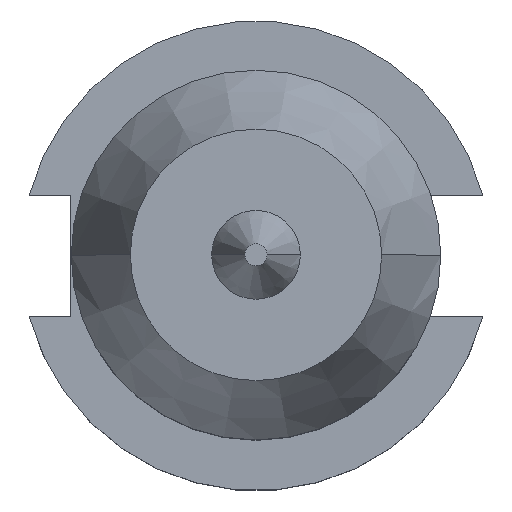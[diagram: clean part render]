
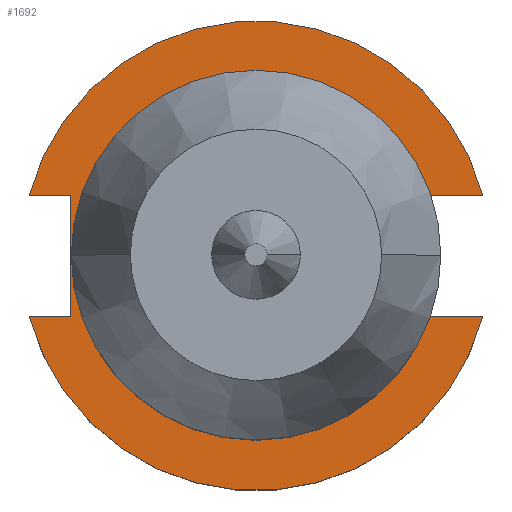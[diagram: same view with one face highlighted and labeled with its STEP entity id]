
A CAD part, top view. The second image highlights one B-rep face of the part: STEP entity #1692.
In plain terms, the highlighted planar face has unit normal (0, 0, 1).
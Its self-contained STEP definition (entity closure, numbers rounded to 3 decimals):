
#16 = VECTOR ( 'NONE', #1172, 1000. ) ;
#30 = CIRCLE ( 'NONE', #32, 23.01 ) ;
#32 = AXIS2_PLACEMENT_3D ( 'NONE', #1578, #1419, #822 ) ;
#53 = CARTESIAN_POINT ( 'NONE',  ( 22.606, 22.21, 19.05 ) ) ;
#68 = CARTESIAN_POINT ( 'NONE',  ( 0., 0., 19.05 ) ) ;
#72 = DIRECTION ( 'NONE',  ( 0., 0., 1. ) ) ;
#92 = DIRECTION ( 'NONE',  ( 0., -1., 0. ) ) ;
#100 = ORIENTED_EDGE ( 'NONE', *, *, #694, .T. ) ;
#134 = CARTESIAN_POINT ( 'NONE',  ( 0., -8.191, 19.05 ) ) ;
#201 = VECTOR ( 'NONE', #929, 1000. ) ;
#227 = ORIENTED_EDGE ( 'NONE', *, *, #422, .F. ) ;
#240 = LINE ( 'NONE', #1794, #201 ) ;
#248 = EDGE_LOOP ( 'NONE', ( #434, #100, #1649, #329, #1209, #1510, #742, #621, #227, #1094, #503 ) ) ;
#250 = VERTEX_POINT ( 'NONE', #1627 ) ;
#265 = VERTEX_POINT ( 'NONE', #498 ) ;
#329 = ORIENTED_EDGE ( 'NONE', *, *, #1665, .T. ) ;
#394 = AXIS2_PLACEMENT_3D ( 'NONE', #68, #1039, #904 ) ;
#395 = VECTOR ( 'NONE', #92, 1000. ) ;
#400 = CARTESIAN_POINT ( 'NONE',  ( 22.606, -8.191, 19.05 ) ) ;
#422 = EDGE_CURVE ( 'NONE', #638, #250, #1319, .T. ) ;
#434 = ORIENTED_EDGE ( 'NONE', *, *, #1723, .T. ) ;
#440 = VECTOR ( 'NONE', #1102, 1000. ) ;
#461 = AXIS2_PLACEMENT_3D ( 'NONE', #1044, #72, #1061 ) ;
#477 = DIRECTION ( 'NONE',  ( 0., 1., 0. ) ) ;
#491 = CARTESIAN_POINT ( 'NONE',  ( -25.091, 8.191, 19.05 ) ) ;
#498 = CARTESIAN_POINT ( 'NONE',  ( 30.675, 8.191, 19.05 ) ) ;
#503 = ORIENTED_EDGE ( 'NONE', *, *, #796, .F. ) ;
#563 = AXIS2_PLACEMENT_3D ( 'NONE', #1180, #1036, #1320 ) ;
#570 = CARTESIAN_POINT ( 'NONE',  ( 0., 0., 19.05 ) ) ;
#614 = VERTEX_POINT ( 'NONE', #831 ) ;
#621 = ORIENTED_EDGE ( 'NONE', *, *, #1182, .T. ) ;
#623 = VERTEX_POINT ( 'NONE', #1248 ) ;
#629 = LINE ( 'NONE', #134, #1397 ) ;
#636 = CARTESIAN_POINT ( 'NONE',  ( -25.091, 8.191, 19.05 ) ) ;
#638 = VERTEX_POINT ( 'NONE', #671 ) ;
#641 = EDGE_CURVE ( 'NONE', #1316, #1475, #1279, .T. ) ;
#671 = CARTESIAN_POINT ( 'NONE',  ( -30.675, -8.191, 19.05 ) ) ;
#694 = EDGE_CURVE ( 'NONE', #1005, #1532, #30, .T. ) ;
#717 = DIRECTION ( 'NONE',  ( 0., 0., 1. ) ) ;
#742 = ORIENTED_EDGE ( 'NONE', *, *, #641, .T. ) ;
#760 = PLANE ( 'NONE',  #563 ) ;
#796 = EDGE_CURVE ( 'NONE', #1045, #623, #629, .T. ) ;
#799 = FACE_OUTER_BOUND ( 'NONE', #248, .T. ) ;
#821 = CARTESIAN_POINT ( 'NONE',  ( 22.606, 8.191, 19.05 ) ) ;
#822 = DIRECTION ( 'NONE',  ( -1., 0., 0. ) ) ;
#831 = CARTESIAN_POINT ( 'NONE',  ( 22.606, 4.293, 19.05 ) ) ;
#862 = AXIS2_PLACEMENT_3D ( 'NONE', #570, #717, #1722 ) ;
#904 = DIRECTION ( 'NONE',  ( -1., 0., 0. ) ) ;
#929 = DIRECTION ( 'NONE',  ( -1., 0., 0. ) ) ;
#937 = VECTOR ( 'NONE', #1126, 1000. ) ;
#1005 = VERTEX_POINT ( 'NONE', #1719 ) ;
#1026 = CIRCLE ( 'NONE', #461, 31.75 ) ;
#1035 = VERTEX_POINT ( 'NONE', #821 ) ;
#1036 = DIRECTION ( 'NONE',  ( 0., 0., -1. ) ) ;
#1039 = DIRECTION ( 'NONE',  ( 0., 0., -1. ) ) ;
#1044 = CARTESIAN_POINT ( 'NONE',  ( 0., 0., 19.05 ) ) ;
#1045 = VERTEX_POINT ( 'NONE', #400 ) ;
#1061 = DIRECTION ( 'NONE',  ( 1., 0., 0. ) ) ;
#1085 = EDGE_CURVE ( 'NONE', #265, #1035, #240, .T. ) ;
#1094 = ORIENTED_EDGE ( 'NONE', *, *, #1570, .T. ) ;
#1102 = DIRECTION ( 'NONE',  ( 1., 0., 0. ) ) ;
#1126 = DIRECTION ( 'NONE',  ( 1., 0., 0. ) ) ;
#1152 = LINE ( 'NONE', #636, #395 ) ;
#1172 = DIRECTION ( 'NONE',  ( 0., 1., 0. ) ) ;
#1180 = CARTESIAN_POINT ( 'NONE',  ( 0., 22.21, 19.05 ) ) ;
#1182 = EDGE_CURVE ( 'NONE', #1475, #250, #1152, .T. ) ;
#1209 = ORIENTED_EDGE ( 'NONE', *, *, #1085, .F. ) ;
#1248 = CARTESIAN_POINT ( 'NONE',  ( 30.675, -8.191, 19.05 ) ) ;
#1266 = CIRCLE ( 'NONE', #862, 31.75 ) ;
#1276 = CARTESIAN_POINT ( 'NONE',  ( -61.091, 8.191, 19.05 ) ) ;
#1279 = LINE ( 'NONE', #1276, #440 ) ;
#1316 = VERTEX_POINT ( 'NONE', #1619 ) ;
#1319 = LINE ( 'NONE', #1424, #937 ) ;
#1320 = DIRECTION ( 'NONE',  ( -1., 0., 0. ) ) ;
#1368 = CARTESIAN_POINT ( 'NONE',  ( -23.01, 0., 19.05 ) ) ;
#1373 = EDGE_CURVE ( 'NONE', #1532, #614, #1632, .T. ) ;
#1383 = LINE ( 'NONE', #1774, #1428 ) ;
#1397 = VECTOR ( 'NONE', #1564, 1000. ) ;
#1419 = DIRECTION ( 'NONE',  ( 0., 0., -1. ) ) ;
#1424 = CARTESIAN_POINT ( 'NONE',  ( -61.091, -8.191, 19.05 ) ) ;
#1428 = VECTOR ( 'NONE', #477, 1000. ) ;
#1475 = VERTEX_POINT ( 'NONE', #491 ) ;
#1508 = EDGE_CURVE ( 'NONE', #265, #1316, #1026, .T. ) ;
#1510 = ORIENTED_EDGE ( 'NONE', *, *, #1508, .T. ) ;
#1519 = LINE ( 'NONE', #53, #16 ) ;
#1532 = VERTEX_POINT ( 'NONE', #1368 ) ;
#1564 = DIRECTION ( 'NONE',  ( 1., 0., 0. ) ) ;
#1570 = EDGE_CURVE ( 'NONE', #638, #623, #1266, .T. ) ;
#1578 = CARTESIAN_POINT ( 'NONE',  ( 0., 0., 19.05 ) ) ;
#1619 = CARTESIAN_POINT ( 'NONE',  ( -30.675, 8.191, 19.05 ) ) ;
#1627 = CARTESIAN_POINT ( 'NONE',  ( -25.091, -8.191, 19.05 ) ) ;
#1632 = CIRCLE ( 'NONE', #394, 23.01 ) ;
#1649 = ORIENTED_EDGE ( 'NONE', *, *, #1373, .T. ) ;
#1665 = EDGE_CURVE ( 'NONE', #614, #1035, #1519, .T. ) ;
#1692 = ADVANCED_FACE ( 'NONE', ( #799 ), #760, .F. ) ;
#1719 = CARTESIAN_POINT ( 'NONE',  ( 22.606, -4.293, 19.05 ) ) ;
#1722 = DIRECTION ( 'NONE',  ( 1., 0., 0. ) ) ;
#1723 = EDGE_CURVE ( 'NONE', #1045, #1005, #1383, .T. ) ;
#1774 = CARTESIAN_POINT ( 'NONE',  ( 22.606, 22.21, 19.05 ) ) ;
#1794 = CARTESIAN_POINT ( 'NONE',  ( 0., 8.191, 19.05 ) ) ;
